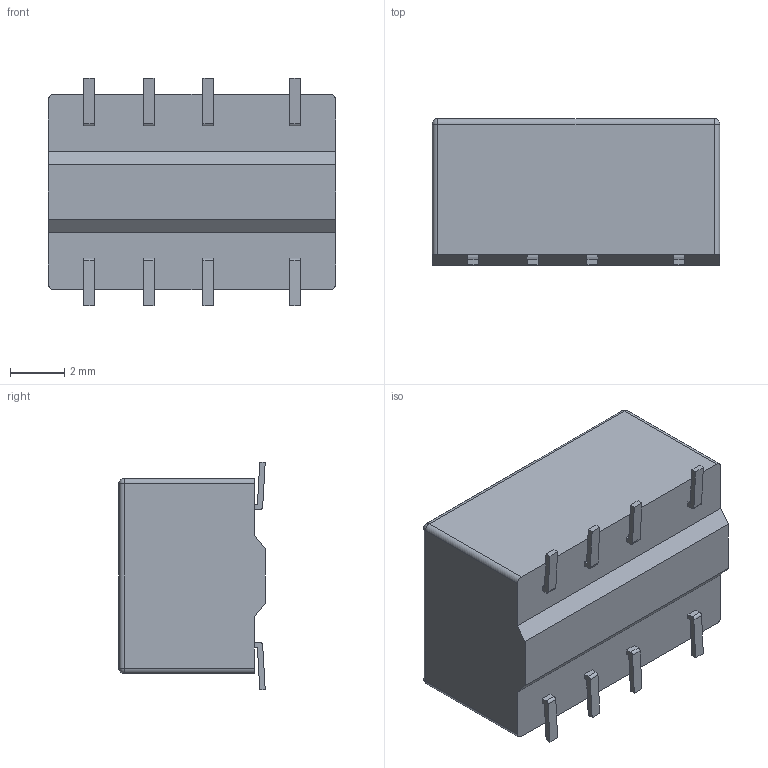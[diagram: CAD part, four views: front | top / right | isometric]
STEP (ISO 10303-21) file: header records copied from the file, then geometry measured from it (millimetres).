
FILE_DESCRIPTION (( 'STEP AP214' ), '1' );
FILE_NAME ('AGQ_(GQ)_Relays.STEP', '2020-06-04T08:54:14', ( '' ), ( '' ), 'SwSTEP 2.0', 'SolidWorks 2013', '' );
FILE_SCHEMA (( 'AUTOMOTIVE_DESIGN' ));
Length unit declared in the file: millimetre
Products named in the file (1): AGQ_(GQ)_Relays
Bounding box: 10.6 x 5.4 x 8.4 mm (x, y, z)
Volume: 392.9 mm3; surface area: 348.6 mm2
Topology: 1 solids, 1 shells, 86 faces, 220 edges, 140 vertices
Faces by surface type: plane 66, cylinder 16, sphere 4
Entity records: 3516 total; most frequent: CARTESIAN_POINT 443, ORIENTED_EDGE 432, DIRECTION 422, EDGE_CURVE 216, VECTOR 184, LINE 184, VERTEX_POINT 140, AXIS2_PLACEMENT_3D 119
